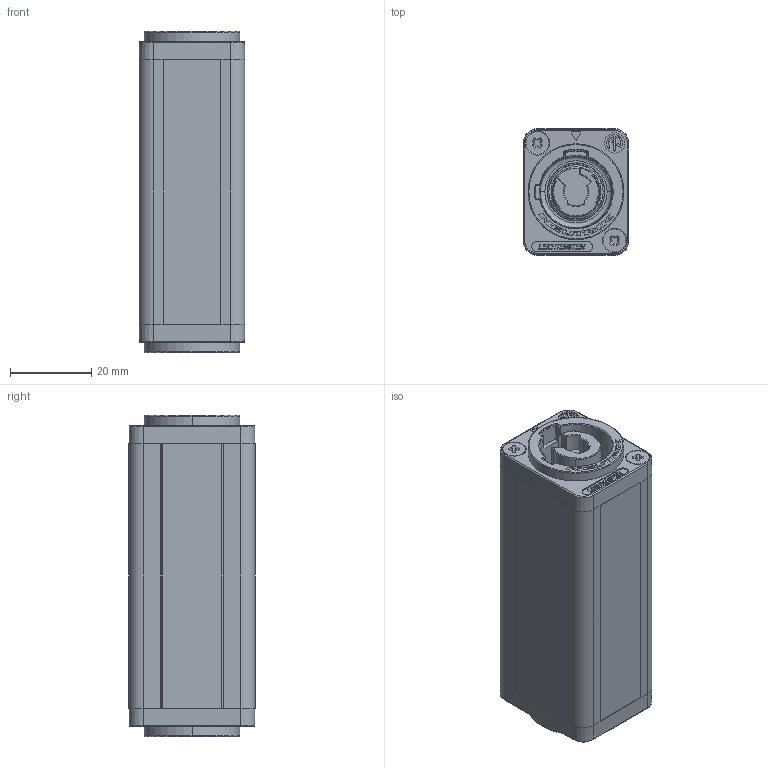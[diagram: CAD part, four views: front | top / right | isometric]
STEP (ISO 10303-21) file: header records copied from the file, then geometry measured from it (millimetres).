
FILE_DESCRIPTION((''),'2;1');
FILE_NAME('NAC3MM-1','2019-04-02T',('odo'),(''),'CREO PARAMETRIC BY PTC INC, 2017020','CREO PARAMETRIC BY PTC INC, 2017020','');
FILE_SCHEMA(('CONFIG_CONTROL_DESIGN'));
Length unit declared in the file: millimetre
Products named in the file (1): NAC3MM-1
Bounding box: 26 x 31 x 79 mm (x, y, z)
Volume: 54208.3 mm3; surface area: 14696.9 mm2
Topology: 1 solids, 5 shells, 1243 faces, 3246 edges, 2071 vertices
Faces by surface type: plane 729, cylinder 183, extrusion 143, cone 65, torus 59, bspline 54, sphere 10
Entity records: 40857 total; most frequent: CARTESIAN_POINT 11338, ORIENTED_EDGE 6484, DIRECTION 5382, EDGE_CURVE 3242, VECTOR 2296, LINE 2153, VERTEX_POINT 2071, AXIS2_PLACEMENT_3D 1543
